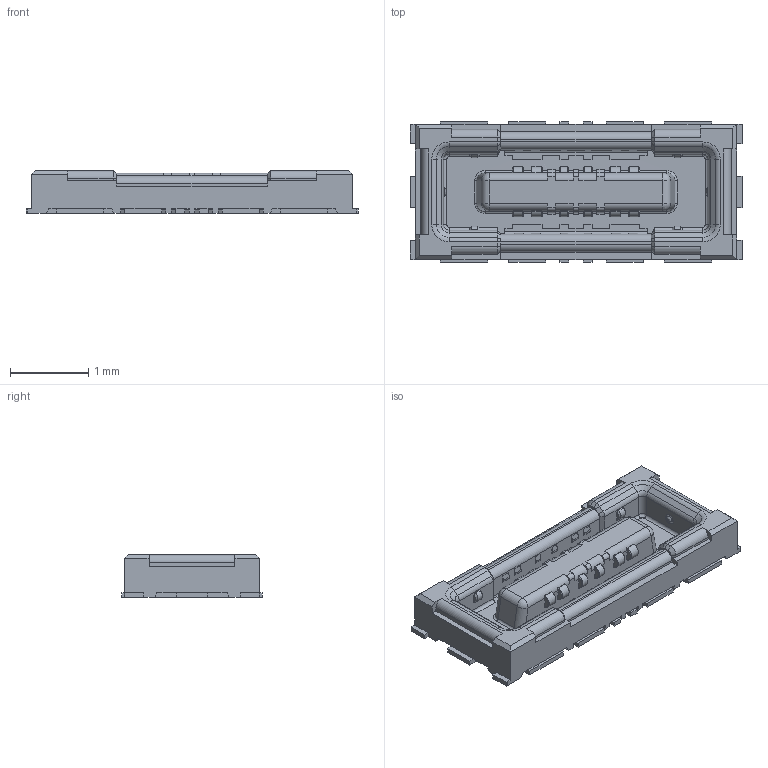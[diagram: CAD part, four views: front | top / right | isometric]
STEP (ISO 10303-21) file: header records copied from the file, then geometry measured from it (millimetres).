
FILE_DESCRIPTION((''),'2;1');
FILE_NAME('R','2024-12-06T10:35:13',('eng801'),(''),'CREO PARAMETRIC BY PTC INC, 2019010','CREO PARAMETRIC BY PTC INC, 2019010','');
FILE_SCHEMA(('AUTOMOTIVE_DESIGN { 1 0 10303 214 1 1 1 1 }'));
Length unit declared in the file: millimetre
Products named in the file (1): R
Bounding box: 4.25 x 1.8 x 0.55 mm (x, y, z)
Volume: 2.5 mm3; surface area: 27.7 mm2
Topology: 1 solids, 3 shells, 747 faces, 2094 edges, 1356 vertices
Faces by surface type: plane 456, cylinder 182, cone 52, torus 42, bspline 11, sphere 4
Entity records: 25150 total; most frequent: CARTESIAN_POINT 5692, ORIENTED_EDGE 4068, DIRECTION 3840, EDGE_CURVE 2034, VECTOR 1398, LINE 1398, VERTEX_POINT 1300, AXIS2_PLACEMENT_3D 1221
